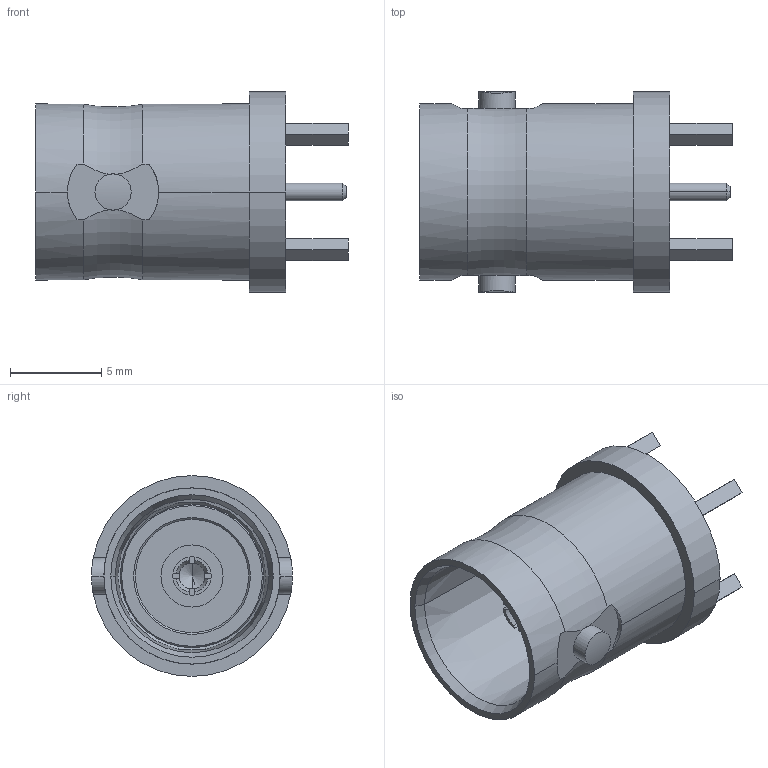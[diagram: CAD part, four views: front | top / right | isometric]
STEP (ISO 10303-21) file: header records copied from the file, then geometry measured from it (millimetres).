
FILE_DESCRIPTION((''),'2;1');
FILE_NAME('112405-12','2015-06-09T',('Rajagopal'),(''),'PRO/ENGINEER BY PARAMETRIC TECHNOLOGY CORPORATION, 2014440','PRO/ENGINEER BY PARAMETRIC TECHNOLOGY CORPORATION, 2014440','');
FILE_SCHEMA(('CONFIG_CONTROL_DESIGN'));
Length unit declared in the file: millimetre
Products named in the file (1): 112405-12
Bounding box: 17.13 x 11 x 11 mm (x, y, z)
Surface area: 1017.6 mm2 (no closed solid volume)
Topology: 0 solids, 6 shells, 92 faces, 262 edges, 173 vertices
Faces by surface type: plane 36, cylinder 30, cone 24, torus 2
Entity records: 3166 total; most frequent: CARTESIAN_POINT 750, DIRECTION 516, ORIENTED_EDGE 448, EDGE_CURVE 260, AXIS2_PLACEMENT_3D 196, VERTEX_POINT 173, VECTOR 124, LINE 124
